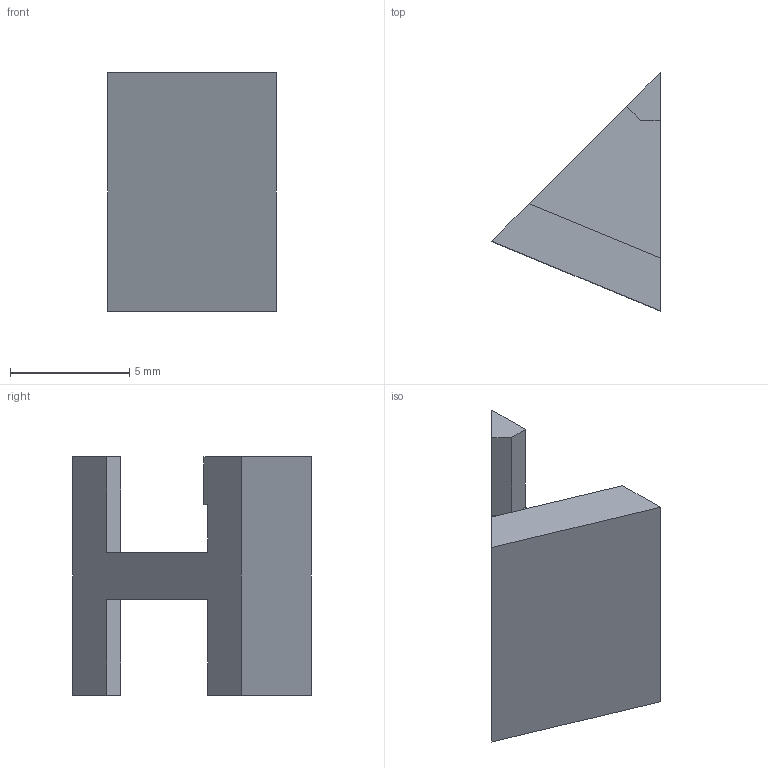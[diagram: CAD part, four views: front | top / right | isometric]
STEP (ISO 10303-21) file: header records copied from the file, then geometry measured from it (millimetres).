
FILE_DESCRIPTION (( 'STEP AP214' ), '1' );
FILE_NAME ('Single side filler.STEP', '2021-06-04T10:48:30', ( '' ), ( '' ), 'SwSTEP 2.0', 'SolidWorks 2016', '' );
FILE_SCHEMA (( 'AUTOMOTIVE_DESIGN' ));
Length unit declared in the file: millimetre
Products named in the file (2): Single side filler
Bounding box: 7.07 x 10 x 10 mm (x, y, z)
Volume: 188.2 mm3; surface area: 316.4 mm2
Topology: 1 solids, 1 shells, 17 faces, 45 edges, 30 vertices
Faces by surface type: plane 17
Entity records: 568 total; most frequent: CARTESIAN_POINT 94, ORIENTED_EDGE 90, DIRECTION 83, VECTOR 45, LINE 45, EDGE_CURVE 45, VERTEX_POINT 30, AXIS2_PLACEMENT_3D 19
